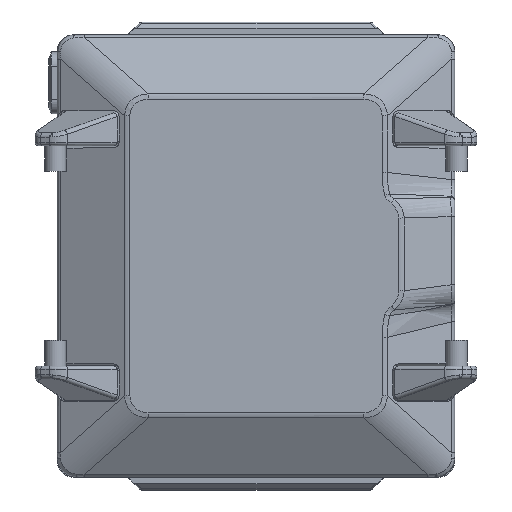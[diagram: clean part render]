
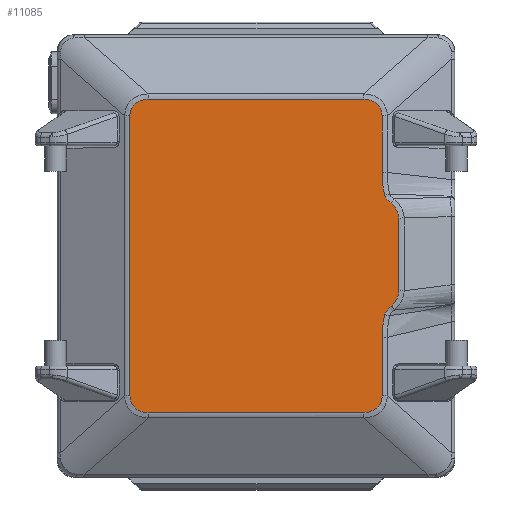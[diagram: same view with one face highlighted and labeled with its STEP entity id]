
A CAD part, top view. The second image highlights one B-rep face of the part: STEP entity #11085.
In plain terms, the highlighted planar face has unit normal (0, 0, 1).
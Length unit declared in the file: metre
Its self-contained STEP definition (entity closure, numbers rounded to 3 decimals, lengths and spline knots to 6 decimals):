
#227=B_SPLINE_CURVE_WITH_KNOTS('',3,(#18355,#18356,#18357,#18358),
 .UNSPECIFIED.,.F.,.F.,(4,4),(0.,1.),.UNSPECIFIED.);
#228=B_SPLINE_CURVE_WITH_KNOTS('',3,(#18360,#18361,#18362,#18363),
 .UNSPECIFIED.,.F.,.F.,(4,4),(0.,1.),.UNSPECIFIED.);
#229=B_SPLINE_CURVE_WITH_KNOTS('',3,(#18367,#18368,#18369,#18370),
 .UNSPECIFIED.,.F.,.F.,(4,4),(0.,1.),.UNSPECIFIED.);
#230=B_SPLINE_CURVE_WITH_KNOTS('',3,(#18372,#18373,#18374,#18375),
 .UNSPECIFIED.,.F.,.F.,(4,4),(0.,1.),.UNSPECIFIED.);
#231=B_SPLINE_CURVE_WITH_KNOTS('',3,(#18377,#18378,#18379,#18380),
 .UNSPECIFIED.,.F.,.F.,(4,4),(0.,1.),.UNSPECIFIED.);
#232=B_SPLINE_CURVE_WITH_KNOTS('',3,(#18384,#18385,#18386,#18387),
 .UNSPECIFIED.,.F.,.F.,(4,4),(0.,1.),.UNSPECIFIED.);
#233=B_SPLINE_CURVE_WITH_KNOTS('',3,(#18389,#18390,#18391,#18392),
 .UNSPECIFIED.,.F.,.F.,(4,4),(0.,1.),.UNSPECIFIED.);
#234=B_SPLINE_CURVE_WITH_KNOTS('',3,(#18394,#18395,#18396,#18397),
 .UNSPECIFIED.,.F.,.F.,(4,4),(0.,1.),.UNSPECIFIED.);
#235=B_SPLINE_CURVE_WITH_KNOTS('',3,(#18401,#18402,#18403,#18404),
 .UNSPECIFIED.,.F.,.F.,(4,4),(0.,1.),.UNSPECIFIED.);
#236=B_SPLINE_CURVE_WITH_KNOTS('',3,(#18408,#18409,#18410,#18411),
 .UNSPECIFIED.,.F.,.F.,(4,4),(0.,1.),.UNSPECIFIED.);
#877=LINE('',#18343,#1960);
#880=LINE('',#18365,#1963);
#881=LINE('',#18382,#1964);
#882=LINE('',#18399,#1965);
#883=LINE('',#18406,#1966);
#884=LINE('',#18413,#1967);
#1960=VECTOR('',#13973,1.);
#1963=VECTOR('',#13982,1.);
#1964=VECTOR('',#13983,1.);
#1965=VECTOR('',#13984,1.);
#1966=VECTOR('',#13985,1.);
#1967=VECTOR('',#13986,1.);
#2812=PLANE('',#11960);
#4855=ORIENTED_EDGE('',*,*,#7339,.T.);
#4856=ORIENTED_EDGE('',*,*,#7334,.T.);
#4857=ORIENTED_EDGE('',*,*,#7340,.T.);
#4858=ORIENTED_EDGE('',*,*,#7341,.T.);
#4859=ORIENTED_EDGE('',*,*,#7342,.T.);
#4860=ORIENTED_EDGE('',*,*,#7343,.T.);
#4861=ORIENTED_EDGE('',*,*,#7344,.T.);
#4862=ORIENTED_EDGE('',*,*,#7345,.T.);
#4863=ORIENTED_EDGE('',*,*,#7346,.T.);
#4864=ORIENTED_EDGE('',*,*,#7347,.T.);
#4865=ORIENTED_EDGE('',*,*,#7348,.T.);
#4866=ORIENTED_EDGE('',*,*,#7349,.T.);
#4867=ORIENTED_EDGE('',*,*,#7350,.T.);
#4868=ORIENTED_EDGE('',*,*,#7351,.T.);
#4869=ORIENTED_EDGE('',*,*,#7352,.T.);
#4870=ORIENTED_EDGE('',*,*,#7353,.T.);
#7334=EDGE_CURVE('',#8662,#8663,#877,.T.);
#7339=EDGE_CURVE('',#8665,#8662,#227,.T.);
#7340=EDGE_CURVE('',#8663,#8666,#228,.T.);
#7341=EDGE_CURVE('',#8666,#8667,#880,.T.);
#7342=EDGE_CURVE('',#8667,#8668,#229,.T.);
#7343=EDGE_CURVE('',#8668,#8669,#230,.T.);
#7344=EDGE_CURVE('',#8669,#8670,#231,.T.);
#7345=EDGE_CURVE('',#8670,#8671,#881,.T.);
#7346=EDGE_CURVE('',#8671,#8672,#232,.T.);
#7347=EDGE_CURVE('',#8672,#8673,#233,.T.);
#7348=EDGE_CURVE('',#8673,#8674,#234,.T.);
#7349=EDGE_CURVE('',#8674,#8675,#882,.T.);
#7350=EDGE_CURVE('',#8675,#8676,#235,.T.);
#7351=EDGE_CURVE('',#8676,#8677,#883,.T.);
#7352=EDGE_CURVE('',#8677,#8678,#236,.T.);
#7353=EDGE_CURVE('',#8678,#8665,#884,.T.);
#8662=VERTEX_POINT('',#18344);
#8663=VERTEX_POINT('',#18345);
#8665=VERTEX_POINT('',#18359);
#8666=VERTEX_POINT('',#18364);
#8667=VERTEX_POINT('',#18366);
#8668=VERTEX_POINT('',#18371);
#8669=VERTEX_POINT('',#18376);
#8670=VERTEX_POINT('',#18381);
#8671=VERTEX_POINT('',#18383);
#8672=VERTEX_POINT('',#18388);
#8673=VERTEX_POINT('',#18393);
#8674=VERTEX_POINT('',#18398);
#8675=VERTEX_POINT('',#18400);
#8676=VERTEX_POINT('',#18405);
#8677=VERTEX_POINT('',#18407);
#8678=VERTEX_POINT('',#18412);
#9713=EDGE_LOOP('',(#4855,#4856,#4857,#4858,#4859,#4860,#4861,#4862,#4863,
#4864,#4865,#4866,#4867,#4868,#4869,#4870));
#10381=FACE_BOUND('',#9713,.T.);
#11085=ADVANCED_FACE('',(#10381),#2812,.T.);
#11960=AXIS2_PLACEMENT_3D('',#18354,#13980,#13981);
#13973=DIRECTION('',(1.,0.,0.));
#13980=DIRECTION('',(0.,0.,1.));
#13981=DIRECTION('',(1.,0.,0.));
#13982=DIRECTION('',(0.,1.,0.));
#13983=DIRECTION('',(0.,1.,0.));
#13984=DIRECTION('',(0.,1.,0.));
#13985=DIRECTION('',(-1.,0.,0.));
#13986=DIRECTION('',(0.,-1.,0.));
#18343=CARTESIAN_POINT('',(-0.001746,-0.011071,0.007693));
#18344=CARTESIAN_POINT('',(-0.012323,-0.011071,0.007693));
#18345=CARTESIAN_POINT('',(0.007832,-0.011071,0.007693));
#18354=CARTESIAN_POINT('',(-0.001746,0.003592,0.007693));
#18355=CARTESIAN_POINT('',(-0.014045,-0.009504,0.007693));
#18356=CARTESIAN_POINT('',(-0.013976,-0.010446,0.007693));
#18357=CARTESIAN_POINT('',(-0.013397,-0.011002,0.007693));
#18358=CARTESIAN_POINT('',(-0.012323,-0.011071,0.007693));
#18359=CARTESIAN_POINT('',(-0.014045,-0.009504,0.007693));
#18360=CARTESIAN_POINT('',(0.007832,-0.011071,0.007693));
#18361=CARTESIAN_POINT('',(0.008905,-0.011002,0.007693));
#18362=CARTESIAN_POINT('',(0.009485,-0.010447,0.007693));
#18363=CARTESIAN_POINT('',(0.009554,-0.009504,0.007693));
#18364=CARTESIAN_POINT('',(0.009554,-0.009504,0.007693));
#18365=CARTESIAN_POINT('',(0.009554,0.003592,0.007693));
#18366=CARTESIAN_POINT('',(0.009554,-0.004031,0.007693));
#18367=CARTESIAN_POINT('',(0.009554,-0.004031,0.007693));
#18368=CARTESIAN_POINT('',(0.009558,-0.003222,0.007693));
#18369=CARTESIAN_POINT('',(0.009633,-0.002506,0.007693));
#18370=CARTESIAN_POINT('',(0.00978,-0.001884,0.007693));
#18371=CARTESIAN_POINT('',(0.00978,-0.001884,0.007693));
#18372=CARTESIAN_POINT('',(0.00978,-0.001884,0.007693));
#18373=CARTESIAN_POINT('',(0.009871,-0.001598,0.007693));
#18374=CARTESIAN_POINT('',(0.010088,-0.001338,0.007693));
#18375=CARTESIAN_POINT('',(0.010431,-0.001105,0.007693));
#18376=CARTESIAN_POINT('',(0.010431,-0.001105,0.007693));
#18377=CARTESIAN_POINT('',(0.010431,-0.001105,0.007693));
#18378=CARTESIAN_POINT('',(0.010863,-0.000648,0.007693));
#18379=CARTESIAN_POINT('',(0.011093,-0.000182,0.007693));
#18380=CARTESIAN_POINT('',(0.011122,0.000294,0.007693));
#18381=CARTESIAN_POINT('',(0.011122,0.000294,0.007693));
#18382=CARTESIAN_POINT('',(0.011122,0.003592,0.007693));
#18383=CARTESIAN_POINT('',(0.011122,0.007128,0.007693));
#18384=CARTESIAN_POINT('',(0.011122,0.007128,0.007693));
#18385=CARTESIAN_POINT('',(0.011089,0.007624,0.007693));
#18386=CARTESIAN_POINT('',(0.010843,0.008094,0.007693));
#18387=CARTESIAN_POINT('',(0.010383,0.008537,0.007693));
#18388=CARTESIAN_POINT('',(0.010383,0.008537,0.007693));
#18389=CARTESIAN_POINT('',(0.010383,0.008537,0.007693));
#18390=CARTESIAN_POINT('',(0.010063,0.008734,0.007693));
#18391=CARTESIAN_POINT('',(0.009862,0.008969,0.007693));
#18392=CARTESIAN_POINT('',(0.009778,0.009243,0.007693));
#18393=CARTESIAN_POINT('',(0.009778,0.009243,0.007693));
#18394=CARTESIAN_POINT('',(0.009778,0.009243,0.007693));
#18395=CARTESIAN_POINT('',(0.00963,0.009855,0.007693));
#18396=CARTESIAN_POINT('',(0.009556,0.01057,0.007693));
#18397=CARTESIAN_POINT('',(0.009554,0.011387,0.007693));
#18398=CARTESIAN_POINT('',(0.009554,0.011387,0.007693));
#18399=CARTESIAN_POINT('',(0.009554,0.003592,0.007693));
#18400=CARTESIAN_POINT('',(0.009554,0.016688,0.007693));
#18401=CARTESIAN_POINT('',(0.009554,0.016688,0.007693));
#18402=CARTESIAN_POINT('',(0.009485,0.01763,0.007693));
#18403=CARTESIAN_POINT('',(0.008906,0.018185,0.007693));
#18404=CARTESIAN_POINT('',(0.007832,0.018255,0.007693));
#18405=CARTESIAN_POINT('',(0.007832,0.018255,0.007693));
#18406=CARTESIAN_POINT('',(-0.001746,0.018255,0.007693));
#18407=CARTESIAN_POINT('',(-0.012323,0.018255,0.007693));
#18408=CARTESIAN_POINT('',(-0.012323,0.018255,0.007693));
#18409=CARTESIAN_POINT('',(-0.013396,0.018186,0.007693));
#18410=CARTESIAN_POINT('',(-0.013976,0.017631,0.007693));
#18411=CARTESIAN_POINT('',(-0.014045,0.016688,0.007693));
#18412=CARTESIAN_POINT('',(-0.014045,0.016688,0.007693));
#18413=CARTESIAN_POINT('',(-0.014045,0.003592,0.007693));
